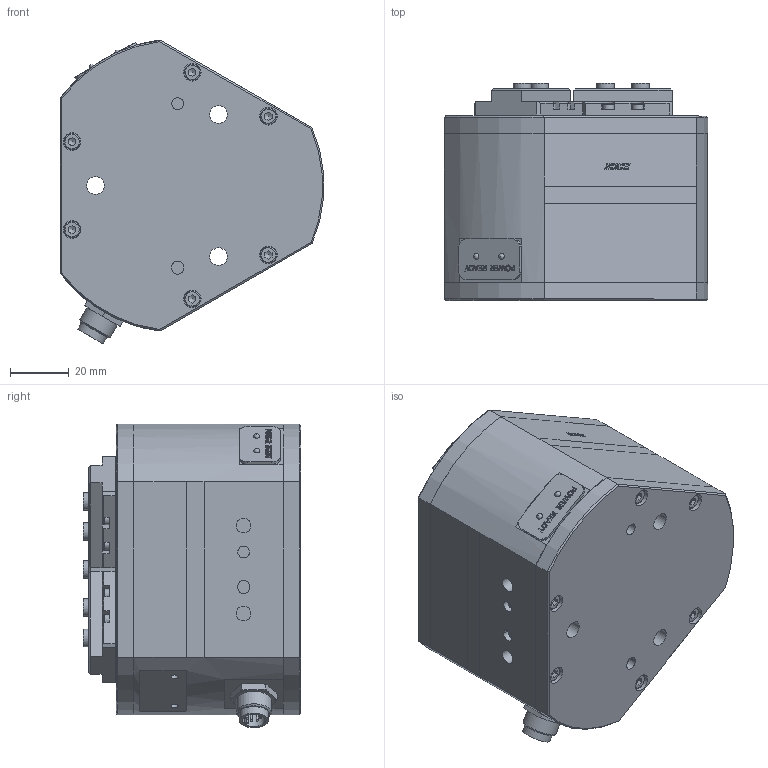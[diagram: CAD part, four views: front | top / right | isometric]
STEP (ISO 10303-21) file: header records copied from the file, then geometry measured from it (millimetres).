
FILE_DESCRIPTION(/* description */ (''),/* implementation_level */ '2;1');
FILE_NAME(/* name */ 'STG-16.stp',/* time_stamp */ '2018-06-28T14:31:41+08:00',/* author */ ('yiting'),/* organization */ (''),/* preprocessor_version */ 'ST-DEVELOPER v16.5',/* originating_system */ 'Autodesk Inventor 2017',/* authorisation */ '');
FILE_SCHEMA (('AUTOMOTIVE_DESIGN { 1 0 10303 214 3 1 1 }'));
Length unit declared in the file: millimetre
Products named in the file (3): STG-16; STG-16 本體_2018; STG-16_爪部_20180112
Assembly tree (4 placements, depth 2):
  STG-16
    STG-16 本體_2018
    STG-16_爪部_20180112  x3
Bounding box: 89.84 x 74.2 x 103.66 mm (x, y, z)
Volume: 416776.9 mm3; surface area: 53358.7 mm2
Topology: 4 solids, 4 shells, 963 faces, 2424 edges, 1576 vertices
Faces by surface type: plane 617, cylinder 156, bspline 121, cone 37, torus 24, sphere 8
Full cylindrical faces by diameter (mm): 0.8 x6, 1.57 x6, 2.46 x2, 3.3 x6, 3.8 x12, 4 x8, 4.5 x6, 5 x2, 5.5 x12, 6 x21, 8 x2, 9.5 x3, 10 x7
Entity records: 23332 total; most frequent: CARTESIAN_POINT 6080, ORIENTED_EDGE 3484, DIRECTION 3006, EDGE_CURVE 1742, VERTEX_POINT 1189, LINE 1108, VECTOR 1108, EDGE_LOOP 961
